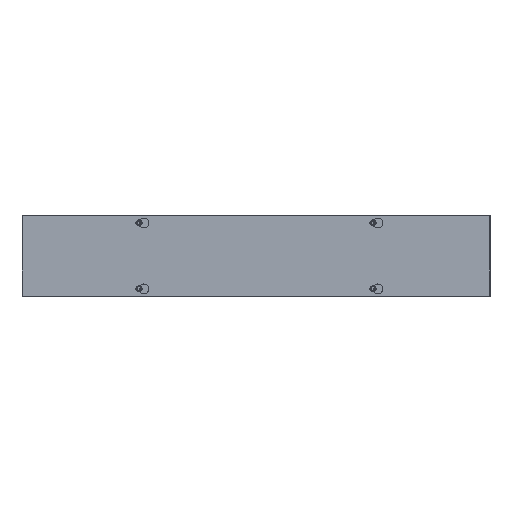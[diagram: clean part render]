
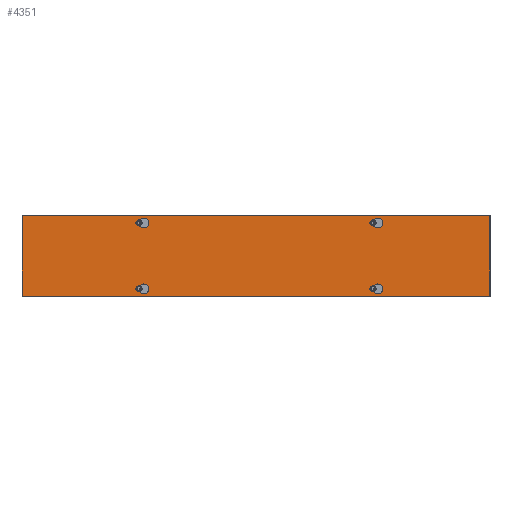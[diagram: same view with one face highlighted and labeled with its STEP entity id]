
A CAD part, top view. The second image highlights one B-rep face of the part: STEP entity #4351.
In plain terms, the highlighted planar face has unit normal (0, 0, 1).
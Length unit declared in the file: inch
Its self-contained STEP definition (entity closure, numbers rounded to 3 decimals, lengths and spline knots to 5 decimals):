
#292=LINE('',#7228,#540);
#297=LINE('',#7241,#545);
#300=LINE('',#7252,#548);
#304=LINE('',#7264,#552);
#308=LINE('',#7276,#556);
#313=LINE('',#7289,#561);
#316=LINE('',#7300,#564);
#320=LINE('',#7312,#568);
#322=LINE('',#7320,#570);
#326=LINE('',#7328,#574);
#329=LINE('',#7334,#577);
#332=LINE('',#7339,#580);
#540=VECTOR('',#5791,0.21651);
#545=VECTOR('',#5804,0.21651);
#548=VECTOR('',#5815,0.21651);
#552=VECTOR('',#5827,0.21651);
#556=VECTOR('',#5839,0.21651);
#561=VECTOR('',#5852,0.21651);
#564=VECTOR('',#5863,0.21651);
#568=VECTOR('',#5875,0.21651);
#570=VECTOR('',#5885,4.125);
#574=VECTOR('',#5891,24.);
#577=VECTOR('',#5896,4.125);
#580=VECTOR('',#5901,24.);
#741=PLANE('',#4807);
#895=FACE_BOUND('',#1545,.T.);
#896=FACE_BOUND('',#1546,.T.);
#897=FACE_BOUND('',#1547,.T.);
#898=FACE_BOUND('',#1548,.T.);
#1137=FACE_OUTER_BOUND('',#1544,.T.);
#1544=EDGE_LOOP('',(#3561,#3562,#3563,#3564));
#1545=EDGE_LOOP('',(#3565,#3566,#3567,#3568));
#1546=EDGE_LOOP('',(#3569,#3570,#3571,#3572));
#1547=EDGE_LOOP('',(#3573,#3574,#3575,#3576));
#1548=EDGE_LOOP('',(#3577,#3578,#3579,#3580));
#1824=CIRCLE('',#4773,0.25);
#1826=CIRCLE('',#4777,0.125);
#1828=CIRCLE('',#4781,0.25);
#1830=CIRCLE('',#4785,0.125);
#1832=CIRCLE('',#4789,0.25);
#1834=CIRCLE('',#4793,0.125);
#1836=CIRCLE('',#4797,0.25);
#1838=CIRCLE('',#4801,0.125);
#2145=VERTEX_POINT('',#7225);
#2146=VERTEX_POINT('',#7227);
#2148=VERTEX_POINT('',#7233);
#2150=VERTEX_POINT('',#7239);
#2153=VERTEX_POINT('',#7249);
#2154=VERTEX_POINT('',#7251);
#2156=VERTEX_POINT('',#7257);
#2158=VERTEX_POINT('',#7263);
#2161=VERTEX_POINT('',#7273);
#2162=VERTEX_POINT('',#7275);
#2164=VERTEX_POINT('',#7281);
#2166=VERTEX_POINT('',#7287);
#2169=VERTEX_POINT('',#7297);
#2170=VERTEX_POINT('',#7299);
#2172=VERTEX_POINT('',#7305);
#2174=VERTEX_POINT('',#7311);
#2175=VERTEX_POINT('',#7318);
#2176=VERTEX_POINT('',#7319);
#2179=VERTEX_POINT('',#7327);
#2181=VERTEX_POINT('',#7333);
#2611=EDGE_CURVE('',#2146,#2145,#292,.T.);
#2615=EDGE_CURVE('',#2145,#2148,#1824,.T.);
#2618=EDGE_CURVE('',#2148,#2150,#297,.T.);
#2620=EDGE_CURVE('',#2150,#2146,#1826,.T.);
#2623=EDGE_CURVE('',#2154,#2153,#300,.T.);
#2626=EDGE_CURVE('',#2156,#2154,#1828,.T.);
#2629=EDGE_CURVE('',#2158,#2156,#304,.T.);
#2632=EDGE_CURVE('',#2153,#2158,#1830,.T.);
#2635=EDGE_CURVE('',#2162,#2161,#308,.T.);
#2639=EDGE_CURVE('',#2161,#2164,#1832,.T.);
#2642=EDGE_CURVE('',#2164,#2166,#313,.T.);
#2644=EDGE_CURVE('',#2166,#2162,#1834,.T.);
#2647=EDGE_CURVE('',#2170,#2169,#316,.T.);
#2650=EDGE_CURVE('',#2172,#2170,#1836,.T.);
#2653=EDGE_CURVE('',#2174,#2172,#320,.T.);
#2656=EDGE_CURVE('',#2169,#2174,#1838,.T.);
#2657=EDGE_CURVE('',#2175,#2176,#322,.T.);
#2661=EDGE_CURVE('',#2176,#2179,#326,.T.);
#2664=EDGE_CURVE('',#2179,#2181,#329,.T.);
#2667=EDGE_CURVE('',#2181,#2175,#332,.T.);
#3561=ORIENTED_EDGE('',*,*,#2657,.F.);
#3562=ORIENTED_EDGE('',*,*,#2667,.F.);
#3563=ORIENTED_EDGE('',*,*,#2664,.F.);
#3564=ORIENTED_EDGE('',*,*,#2661,.F.);
#3565=ORIENTED_EDGE('',*,*,#2611,.T.);
#3566=ORIENTED_EDGE('',*,*,#2615,.T.);
#3567=ORIENTED_EDGE('',*,*,#2618,.T.);
#3568=ORIENTED_EDGE('',*,*,#2620,.T.);
#3569=ORIENTED_EDGE('',*,*,#2623,.T.);
#3570=ORIENTED_EDGE('',*,*,#2632,.T.);
#3571=ORIENTED_EDGE('',*,*,#2629,.T.);
#3572=ORIENTED_EDGE('',*,*,#2626,.T.);
#3573=ORIENTED_EDGE('',*,*,#2635,.T.);
#3574=ORIENTED_EDGE('',*,*,#2639,.T.);
#3575=ORIENTED_EDGE('',*,*,#2642,.T.);
#3576=ORIENTED_EDGE('',*,*,#2644,.T.);
#3577=ORIENTED_EDGE('',*,*,#2647,.T.);
#3578=ORIENTED_EDGE('',*,*,#2656,.T.);
#3579=ORIENTED_EDGE('',*,*,#2653,.T.);
#3580=ORIENTED_EDGE('',*,*,#2650,.T.);
#4351=ADVANCED_FACE('',(#1137,#895,#896,#897,#898),#741,.T.);
#4773=AXIS2_PLACEMENT_3D('',#7235,#5798,#5799);
#4777=AXIS2_PLACEMENT_3D('',#7244,#5809,#5810);
#4781=AXIS2_PLACEMENT_3D('',#7258,#5821,#5822);
#4785=AXIS2_PLACEMENT_3D('',#7268,#5833,#5834);
#4789=AXIS2_PLACEMENT_3D('',#7283,#5846,#5847);
#4793=AXIS2_PLACEMENT_3D('',#7292,#5857,#5858);
#4797=AXIS2_PLACEMENT_3D('',#7306,#5869,#5870);
#4801=AXIS2_PLACEMENT_3D('',#7316,#5881,#5882);
#4807=AXIS2_PLACEMENT_3D('',#7342,#5905,#5906);
#5791=DIRECTION('',(-0.866,-0.5,0.));
#5798=DIRECTION('center_axis',(0.,0.,-1.));
#5799=DIRECTION('ref_axis',(0.5,-0.866,0.));
#5804=DIRECTION('',(0.866,-0.5,0.));
#5809=DIRECTION('center_axis',(0.,0.,-1.));
#5810=DIRECTION('ref_axis',(0.5,0.866,0.));
#5815=DIRECTION('',(0.866,-0.5,0.));
#5821=DIRECTION('center_axis',(0.,0.,-1.));
#5822=DIRECTION('ref_axis',(0.5,0.866,0.));
#5827=DIRECTION('',(-0.866,-0.5,0.));
#5833=DIRECTION('center_axis',(0.,0.,-1.));
#5834=DIRECTION('ref_axis',(0.5,-0.866,0.));
#5839=DIRECTION('',(-0.866,-0.5,0.));
#5846=DIRECTION('center_axis',(0.,0.,-1.));
#5847=DIRECTION('ref_axis',(0.5,-0.866,0.));
#5852=DIRECTION('',(0.866,-0.5,0.));
#5857=DIRECTION('center_axis',(0.,0.,-1.));
#5858=DIRECTION('ref_axis',(0.5,0.866,0.));
#5863=DIRECTION('',(0.866,-0.5,0.));
#5869=DIRECTION('center_axis',(0.,0.,-1.));
#5870=DIRECTION('ref_axis',(0.5,0.866,0.));
#5875=DIRECTION('',(-0.866,-0.5,0.));
#5881=DIRECTION('center_axis',(0.,0.,-1.));
#5882=DIRECTION('ref_axis',(0.5,-0.866,0.));
#5885=DIRECTION('',(0.,1.,0.));
#5891=DIRECTION('',(1.,0.,0.));
#5896=DIRECTION('',(0.,-1.,0.));
#5901=DIRECTION('',(-1.,0.,0.));
#5905=DIRECTION('center_axis',(0.,0.,1.));
#5906=DIRECTION('ref_axis',(1.,0.,0.));
#7225=CARTESIAN_POINT('',(17.875,3.53549,0.0625));
#7227=CARTESIAN_POINT('',(18.0625,3.64375,0.0625));
#7228=CARTESIAN_POINT('',(15.44671,2.13352,0.0625));
#7233=CARTESIAN_POINT('',(17.875,3.96851,0.0625));
#7235=CARTESIAN_POINT('Origin',(17.75,3.752,0.0625));
#7239=CARTESIAN_POINT('',(18.0625,3.86025,0.0625));
#7241=CARTESIAN_POINT('',(16.08454,5.00223,0.0625));
#7244=CARTESIAN_POINT('Origin',(18.,3.752,0.0625));
#7249=CARTESIAN_POINT('',(18.0625,0.48125,0.0625));
#7251=CARTESIAN_POINT('',(17.875,0.58951,0.0625));
#7252=CARTESIAN_POINT('',(15.44671,1.99148,0.0625));
#7257=CARTESIAN_POINT('',(17.875,0.15649,0.0625));
#7258=CARTESIAN_POINT('Origin',(17.75,0.373,0.0625));
#7263=CARTESIAN_POINT('',(18.0625,0.26475,0.0625));
#7264=CARTESIAN_POINT('',(16.08454,-0.87723,0.0625));
#7268=CARTESIAN_POINT('Origin',(18.,0.373,0.0625));
#7273=CARTESIAN_POINT('',(5.875,3.53549,0.0625));
#7275=CARTESIAN_POINT('',(6.0625,3.64375,0.0625));
#7276=CARTESIAN_POINT('',(7.94671,4.7316,0.0625));
#7281=CARTESIAN_POINT('',(5.875,3.96851,0.0625));
#7283=CARTESIAN_POINT('Origin',(5.75,3.752,0.0625));
#7287=CARTESIAN_POINT('',(6.0625,3.86025,0.0625));
#7289=CARTESIAN_POINT('',(8.58454,2.40415,0.0625));
#7292=CARTESIAN_POINT('Origin',(6.,3.752,0.0625));
#7297=CARTESIAN_POINT('',(6.0625,0.48125,0.0625));
#7299=CARTESIAN_POINT('',(5.875,0.58951,0.0625));
#7300=CARTESIAN_POINT('',(7.94671,-0.6066,0.0625));
#7305=CARTESIAN_POINT('',(5.875,0.15649,0.0625));
#7306=CARTESIAN_POINT('Origin',(5.75,0.373,0.0625));
#7311=CARTESIAN_POINT('',(6.0625,0.26475,0.0625));
#7312=CARTESIAN_POINT('',(8.58454,1.72085,0.0625));
#7316=CARTESIAN_POINT('Origin',(6.,0.373,0.0625));
#7318=CARTESIAN_POINT('',(0.,0.,0.0625));
#7319=CARTESIAN_POINT('',(0.,4.125,0.0625));
#7320=CARTESIAN_POINT('',(0.,4.125,0.0625));
#7327=CARTESIAN_POINT('',(24.,4.125,0.0625));
#7328=CARTESIAN_POINT('',(24.,4.125,0.0625));
#7333=CARTESIAN_POINT('',(24.,0.,0.0625));
#7334=CARTESIAN_POINT('',(24.,0.,0.0625));
#7339=CARTESIAN_POINT('',(0.,0.,0.0625));
#7342=CARTESIAN_POINT('Origin',(12.,2.0625,0.0625));
